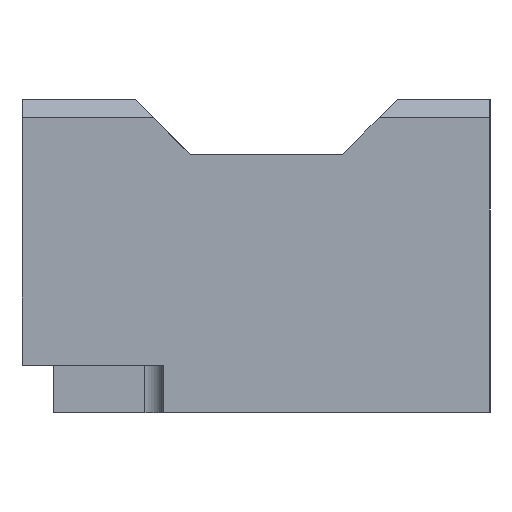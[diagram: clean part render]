
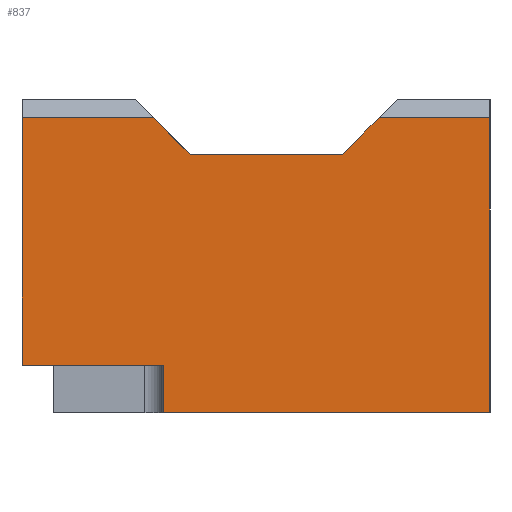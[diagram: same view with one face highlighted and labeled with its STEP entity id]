
A CAD part, left-side view. The second image highlights one B-rep face of the part: STEP entity #837.
In plain terms, the highlighted planar face has unit normal (-1, 0, 0).
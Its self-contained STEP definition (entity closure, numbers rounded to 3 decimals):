
#25=PLANE('',#904);
#61=FACE_OUTER_BOUND('',#106,.T.);
#106=EDGE_LOOP('',(#635,#636,#637,#638,#639,#640,#641,#642,#643,#644));
#152=LINE('',#1217,#255);
#161=LINE('',#1236,#264);
#169=LINE('',#1256,#272);
#181=LINE('',#1283,#284);
#182=LINE('',#1285,#285);
#183=LINE('',#1287,#286);
#184=LINE('',#1289,#287);
#185=LINE('',#1291,#288);
#186=LINE('',#1293,#289);
#187=LINE('',#1294,#290);
#255=VECTOR('',#976,10.);
#264=VECTOR('',#993,10.);
#272=VECTOR('',#1007,10.);
#284=VECTOR('',#1029,10.);
#285=VECTOR('',#1030,10.);
#286=VECTOR('',#1031,10.);
#287=VECTOR('',#1032,10.);
#288=VECTOR('',#1033,10.);
#289=VECTOR('',#1034,10.);
#290=VECTOR('',#1035,10.);
#382=VERTEX_POINT('',#1214);
#383=VERTEX_POINT('',#1216);
#389=VERTEX_POINT('',#1234);
#398=VERTEX_POINT('',#1254);
#408=VERTEX_POINT('',#1282);
#409=VERTEX_POINT('',#1284);
#410=VERTEX_POINT('',#1286);
#411=VERTEX_POINT('',#1288);
#412=VERTEX_POINT('',#1290);
#413=VERTEX_POINT('',#1292);
#464=EDGE_CURVE('',#383,#382,#152,.T.);
#474=EDGE_CURVE('',#382,#389,#161,.T.);
#484=EDGE_CURVE('',#398,#389,#169,.T.);
#497=EDGE_CURVE('',#398,#408,#181,.T.);
#498=EDGE_CURVE('',#409,#408,#182,.T.);
#499=EDGE_CURVE('',#409,#410,#183,.T.);
#500=EDGE_CURVE('',#410,#411,#184,.T.);
#501=EDGE_CURVE('',#411,#412,#185,.T.);
#502=EDGE_CURVE('',#413,#412,#186,.T.);
#503=EDGE_CURVE('',#383,#413,#187,.T.);
#635=ORIENTED_EDGE('',*,*,#464,.T.);
#636=ORIENTED_EDGE('',*,*,#474,.T.);
#637=ORIENTED_EDGE('',*,*,#484,.F.);
#638=ORIENTED_EDGE('',*,*,#497,.T.);
#639=ORIENTED_EDGE('',*,*,#498,.F.);
#640=ORIENTED_EDGE('',*,*,#499,.T.);
#641=ORIENTED_EDGE('',*,*,#500,.T.);
#642=ORIENTED_EDGE('',*,*,#501,.T.);
#643=ORIENTED_EDGE('',*,*,#502,.F.);
#644=ORIENTED_EDGE('',*,*,#503,.F.);
#837=ADVANCED_FACE('',(#61),#25,.T.);
#904=AXIS2_PLACEMENT_3D('',#1281,#1027,#1028);
#976=DIRECTION('',(0.,-1.,0.));
#993=DIRECTION('',(0.,0.,-1.));
#1007=DIRECTION('',(0.,1.,0.));
#1027=DIRECTION('center_axis',(-1.,0.,0.));
#1028=DIRECTION('ref_axis',(0.,0.,1.));
#1029=DIRECTION('',(0.,0.,1.));
#1030=DIRECTION('',(0.,-1.,0.));
#1031=DIRECTION('',(0.,0.707,-0.707));
#1032=DIRECTION('',(0.,1.,0.));
#1033=DIRECTION('',(0.,0.707,0.707));
#1034=DIRECTION('',(0.,-1.,0.));
#1035=DIRECTION('',(0.,0.,1.));
#1214=CARTESIAN_POINT('',(105.,-51.7,4.33));
#1216=CARTESIAN_POINT('',(105.,-44.,4.33));
#1217=CARTESIAN_POINT('',(105.,-57.35,4.33));
#1234=CARTESIAN_POINT('',(105.,-51.7,1.74));
#1236=CARTESIAN_POINT('',(105.,-51.7,3.035));
#1254=CARTESIAN_POINT('',(105.,-69.5,1.74));
#1256=CARTESIAN_POINT('',(105.,-69.5,1.74));
#1281=CARTESIAN_POINT('Origin',(105.,-69.5,1.74));
#1282=CARTESIAN_POINT('',(105.,-69.5,17.81));
#1283=CARTESIAN_POINT('',(105.,-69.5,4.33));
#1284=CARTESIAN_POINT('',(105.,-63.46,17.81));
#1285=CARTESIAN_POINT('',(105.,-69.5,17.81));
#1286=CARTESIAN_POINT('',(105.,-61.46,15.81));
#1287=CARTESIAN_POINT('',(105.,-59.953,14.303));
#1288=CARTESIAN_POINT('',(105.,-53.16,15.81));
#1289=CARTESIAN_POINT('',(105.,-61.33,15.81));
#1290=CARTESIAN_POINT('',(105.,-51.16,17.81));
#1291=CARTESIAN_POINT('',(105.,-59.263,9.708));
#1292=CARTESIAN_POINT('',(105.,-44.,17.81));
#1293=CARTESIAN_POINT('',(105.,-69.5,17.81));
#1294=CARTESIAN_POINT('',(105.,-44.,4.33));
